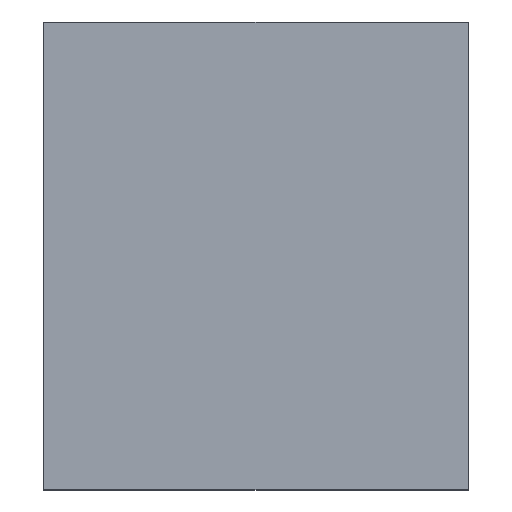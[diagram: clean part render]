
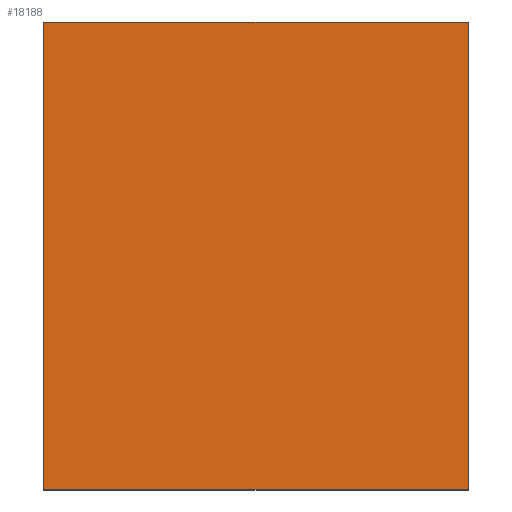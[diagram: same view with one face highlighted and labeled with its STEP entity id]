
A CAD part, top view. The second image highlights one B-rep face of the part: STEP entity #18188.
In plain terms, the highlighted face is planar.
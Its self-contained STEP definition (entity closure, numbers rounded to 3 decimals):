
#14336=DIRECTION('',(1.,0.,0.));
#14337=VECTOR('',#14336,5.);
#14338=CARTESIAN_POINT('',(-2.5,4.075,2.75));
#14339=LINE('',#14338,#14337);
#14343=DIRECTION('',(0.,0.,1.));
#14344=VECTOR('',#14343,5.5);
#14345=CARTESIAN_POINT('',(-2.5,4.075,-2.75));
#14346=LINE('',#14345,#14344);
#14350=DIRECTION('',(-1.,0.,0.));
#14351=VECTOR('',#14350,5.);
#14352=CARTESIAN_POINT('',(2.5,4.075,-2.75));
#14353=LINE('',#14352,#14351);
#14357=DIRECTION('',(0.,0.,-1.));
#14358=VECTOR('',#14357,5.5);
#14359=CARTESIAN_POINT('',(2.5,4.075,2.75));
#14360=LINE('',#14359,#14358);
#15401=CARTESIAN_POINT('',(-2.5,4.075,2.75));
#15402=CARTESIAN_POINT('',(2.5,4.075,2.75));
#15403=VERTEX_POINT('',#15401);
#15404=VERTEX_POINT('',#15402);
#15405=CARTESIAN_POINT('',(2.5,4.075,-2.75));
#15406=VERTEX_POINT('',#15405);
#15407=CARTESIAN_POINT('',(-2.5,4.075,-2.75));
#15408=VERTEX_POINT('',#15407);
#18176=CARTESIAN_POINT('',(0.,4.075,0.));
#18177=DIRECTION('',(0.,1.,0.));
#18178=DIRECTION('',(1.,0.,0.));
#18179=AXIS2_PLACEMENT_3D('',#18176,#18177,#18178);
#18180=PLANE('',#18179);
#18181=ORIENTED_EDGE('',*,*,#18170,.F.);
#18182=ORIENTED_EDGE('',*,*,#16906,.F.);
#18184=ORIENTED_EDGE('',*,*,#18183,.F.);
#18185=ORIENTED_EDGE('',*,*,#18112,.F.);
#18186=EDGE_LOOP('',(#18181,#18182,#18184,#18185));
#18187=FACE_OUTER_BOUND('',#18186,.F.);
#18188=ADVANCED_FACE('',(#18187),#18180,.T.);
#16906=EDGE_CURVE('',#15408,#15403,#14346,.T.);
#18112=EDGE_CURVE('',#15404,#15406,#14360,.T.);
#18170=EDGE_CURVE('',#15403,#15404,#14339,.T.);
#18183=EDGE_CURVE('',#15406,#15408,#14353,.T.);
